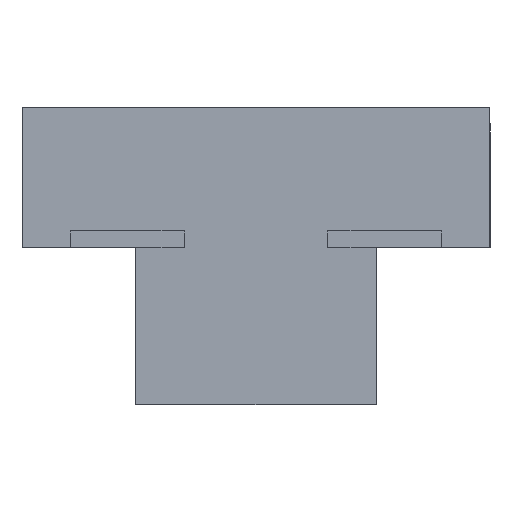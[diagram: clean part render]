
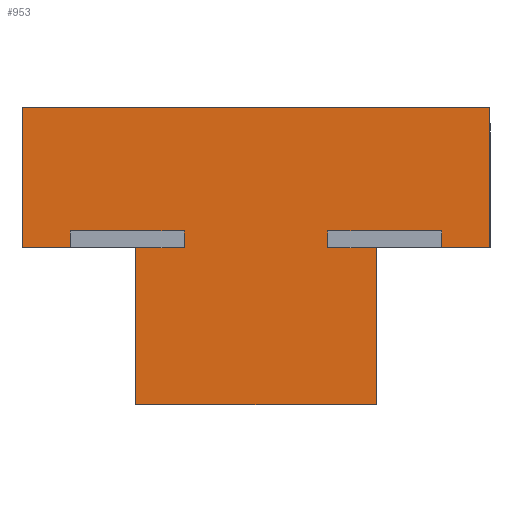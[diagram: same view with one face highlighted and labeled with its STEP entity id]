
A CAD part, left-side view. The second image highlights one B-rep face of the part: STEP entity #953.
In plain terms, the highlighted planar face has unit normal (-1, 0, 0).
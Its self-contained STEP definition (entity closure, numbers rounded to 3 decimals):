
#4 = EDGE_CURVE ( 'NONE', #1034, #377, #525, .T. ) ;
#6 = CARTESIAN_POINT ( 'NONE',  ( -1.6, 1.4, 0.84 ) ) ;
#55 = ORIENTED_EDGE ( 'NONE', *, *, #742, .T. ) ;
#70 = EDGE_LOOP ( 'NONE', ( #55, #1123, #366, #198, #631, #937, #749, #1030 ) ) ;
#92 = VERTEX_POINT ( 'NONE', #1154 ) ;
#98 = PLANE ( 'NONE',  #1010 ) ;
#111 = DIRECTION ( 'NONE',  ( 0., 1., 0. ) ) ;
#121 = LINE ( 'NONE', #687, #968 ) ;
#137 = EDGE_CURVE ( 'NONE', #312, #165, #143, .T. ) ;
#143 = LINE ( 'NONE', #885, #471 ) ;
#153 = CARTESIAN_POINT ( 'NONE',  ( -1.6, -0.72, 0. ) ) ;
#165 = VERTEX_POINT ( 'NONE', #1200 ) ;
#198 = ORIENTED_EDGE ( 'NONE', *, *, #1136, .T. ) ;
#210 = DIRECTION ( 'NONE',  ( 0., -1., 0. ) ) ;
#227 = EDGE_CURVE ( 'NONE', #503, #496, #362, .T. ) ;
#242 = CARTESIAN_POINT ( 'NONE',  ( -1.6, 0.72, -0.94 ) ) ;
#312 = VERTEX_POINT ( 'NONE', #6 ) ;
#335 = EDGE_CURVE ( 'NONE', #1174, #496, #736, .T. ) ;
#362 = LINE ( 'NONE', #539, #936 ) ;
#366 = ORIENTED_EDGE ( 'NONE', *, *, #449, .F. ) ;
#374 = VECTOR ( 'NONE', #210, 1000. ) ;
#377 = VERTEX_POINT ( 'NONE', #419 ) ;
#419 = CARTESIAN_POINT ( 'NONE',  ( -1.6, 0.72, 0. ) ) ;
#449 = EDGE_CURVE ( 'NONE', #92, #1034, #754, .T. ) ;
#471 = VECTOR ( 'NONE', #1040, 1000. ) ;
#484 = DIRECTION ( 'NONE',  ( 0., 0., -1. ) ) ;
#496 = VERTEX_POINT ( 'NONE', #587 ) ;
#497 = DIRECTION ( 'NONE',  ( 0., -1., 0. ) ) ;
#503 = VERTEX_POINT ( 'NONE', #153 ) ;
#525 = LINE ( 'NONE', #954, #905 ) ;
#539 = CARTESIAN_POINT ( 'NONE',  ( -1.6, 1.4, 0. ) ) ;
#560 = CARTESIAN_POINT ( 'NONE',  ( -1.6, 1.4, 0.84 ) ) ;
#582 = DIRECTION ( 'NONE',  ( 0., 0., 1. ) ) ;
#587 = CARTESIAN_POINT ( 'NONE',  ( -1.6, -1.4, 0. ) ) ;
#631 = ORIENTED_EDGE ( 'NONE', *, *, #227, .T. ) ;
#687 = CARTESIAN_POINT ( 'NONE',  ( -1.6, -0.72, -0.94 ) ) ;
#699 = CARTESIAN_POINT ( 'NONE',  ( -1.6, 0., -0.94 ) ) ;
#736 = LINE ( 'NONE', #961, #1005 ) ;
#742 = EDGE_CURVE ( 'NONE', #165, #377, #1143, .T. ) ;
#746 = FACE_OUTER_BOUND ( 'NONE', #70, .T. ) ;
#749 = ORIENTED_EDGE ( 'NONE', *, *, #1120, .F. ) ;
#754 = LINE ( 'NONE', #699, #919 ) ;
#776 = CARTESIAN_POINT ( 'NONE',  ( -1.6, 1.4, 0.84 ) ) ;
#825 = DIRECTION ( 'NONE',  ( 1., 0., 0. ) ) ;
#844 = VECTOR ( 'NONE', #497, 1000. ) ;
#878 = LINE ( 'NONE', #776, #374 ) ;
#885 = CARTESIAN_POINT ( 'NONE',  ( -1.6, 1.4, 0.84 ) ) ;
#905 = VECTOR ( 'NONE', #1063, 1000. ) ;
#919 = VECTOR ( 'NONE', #111, 1000. ) ;
#937 = ORIENTED_EDGE ( 'NONE', *, *, #335, .F. ) ;
#936 = VECTOR ( 'NONE', #1175, 1000. ) ;
#943 = CARTESIAN_POINT ( 'NONE',  ( -1.6, 1.4, 0. ) ) ;
#953 = ADVANCED_FACE ( 'NONE', ( #746 ), #98, .F. ) ;
#954 = CARTESIAN_POINT ( 'NONE',  ( -1.6, 0.72, -0.94 ) ) ;
#961 = CARTESIAN_POINT ( 'NONE',  ( -1.6, -1.4, 0.84 ) ) ;
#968 = VECTOR ( 'NONE', #582, 1000. ) ;
#1005 = VECTOR ( 'NONE', #484, 1000. ) ;
#1010 = AXIS2_PLACEMENT_3D ( 'NONE', #560, #825, #1021 ) ;
#1021 = DIRECTION ( 'NONE',  ( 0., 1., 0. ) ) ;
#1030 = ORIENTED_EDGE ( 'NONE', *, *, #137, .T. ) ;
#1034 = VERTEX_POINT ( 'NONE', #242 ) ;
#1040 = DIRECTION ( 'NONE',  ( 0., 0., -1. ) ) ;
#1063 = DIRECTION ( 'NONE',  ( 0., 0., 1. ) ) ;
#1075 = CARTESIAN_POINT ( 'NONE',  ( -1.6, -1.4, 0.84 ) ) ;
#1120 = EDGE_CURVE ( 'NONE', #312, #1174, #878, .T. ) ;
#1123 = ORIENTED_EDGE ( 'NONE', *, *, #4, .F. ) ;
#1136 = EDGE_CURVE ( 'NONE', #92, #503, #121, .T. ) ;
#1143 = LINE ( 'NONE', #943, #844 ) ;
#1154 = CARTESIAN_POINT ( 'NONE',  ( -1.6, -0.72, -0.94 ) ) ;
#1174 = VERTEX_POINT ( 'NONE', #1075 ) ;
#1175 = DIRECTION ( 'NONE',  ( 0., -1., 0. ) ) ;
#1200 = CARTESIAN_POINT ( 'NONE',  ( -1.6, 1.4, 0. ) ) ;
